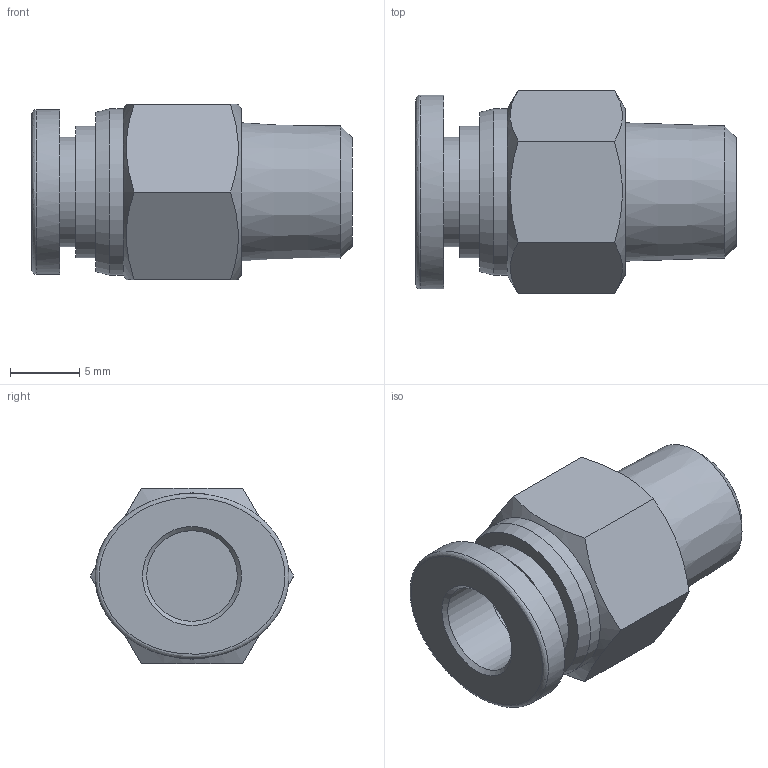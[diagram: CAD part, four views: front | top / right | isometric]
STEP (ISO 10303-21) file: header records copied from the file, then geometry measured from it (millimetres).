
FILE_DESCRIPTION((''),'2;1');
FILE_NAME('PC 1_4-N01U.stp','2016-10-12T09:46:23',('Administrator'),(''),'Autodesk Inventor 2013','Autodesk Inventor 2013','');
FILE_SCHEMA(('CONFIG_CONTROL_DESIGN'));
Length unit declared in the file: millimetre
Products named in the file (3): PC 1_4-N01U; NC 1_4-NPT1_8 BODY; SLEEVE N1_4C
Assembly tree (2 placements, depth 2):
  PC 1_4-N01U
    NC 1_4-NPT1_8 BODY
    SLEEVE N1_4C
Bounding box: 23.1 x 14.66 x 12.7 mm (x, y, z)
Volume: 1806.2 mm3; surface area: 1650.3 mm2
Topology: 2 solids, 2 shells, 27 faces, 50 edges, 31 vertices
Faces by surface type: plane 14, cone 6, cylinder 5, bspline 2
Full cylindrical faces by diameter (mm): 6.55 x2, 7.9 x1, 9.5 x1, 12 x1
Entity records: 795 total; most frequent: CARTESIAN_POINT 251, DIRECTION 102, ORIENTED_EDGE 76, AXIS2_PLACEMENT_3D 48, EDGE_LOOP 45, EDGE_CURVE 38, VERTEX_POINT 31, FACE_OUTER_BOUND 27
